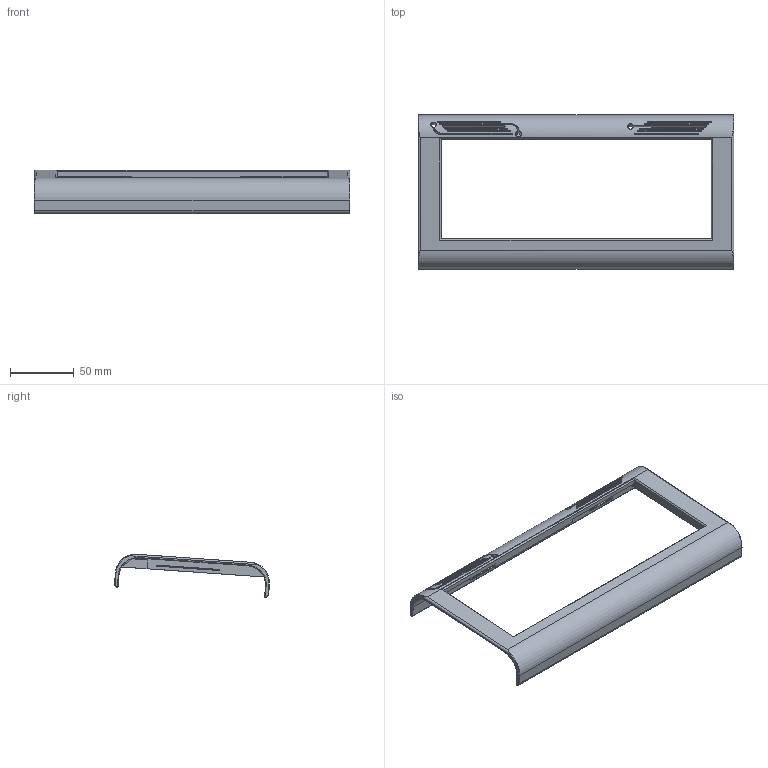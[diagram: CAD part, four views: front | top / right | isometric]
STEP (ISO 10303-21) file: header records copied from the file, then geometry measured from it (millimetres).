
FILE_DESCRIPTION(/* description */ ('','CAx-IF Rec.Pracs.---Representation and Presentation of Product Manufacturing Information (PMI)---4.0---2014-10-13'),/* implementation_level */ '2;1');
FILE_NAME(/* name */ 'grAIltop.step',/* time_stamp */ '2025-02-16T14:49:17+01:00',/* author */ (''),/* organization */ (''),/* preprocessor_version */ 'ST-DEVELOPER v20',/* originating_system */ 'Autodesk Translation Framework v13.20.0.188',/* authorisation */ '');
FILE_SCHEMA (('AP242_MANAGED_MODEL_BASED_3D_ENGINEERING_MIM_LF { 1 0 10303 442 1 1 4 }'));
Length unit declared in the file: millimetre
Products named in the file (2): grAIl; upper
Assembly tree (1 placements, depth 2):
  grAIl
    upper
Bounding box: 247 x 121.26 x 34.03 mm (x, y, z)
Volume: 113902.2 mm3; surface area: 56914.7 mm2
Topology: 1 solids, 1 shells, 338 faces, 934 edges, 579 vertices
Faces by surface type: plane 216, cylinder 57, bspline 52, torus 12, cone 1
Entity records: 12988 total; most frequent: CARTESIAN_POINT 4567, ORIENTED_EDGE 1860, DIRECTION 1544, EDGE_CURVE 930, LINE 702, VECTOR 702, VERTEX_POINT 579, AXIS2_PLACEMENT_3D 421
